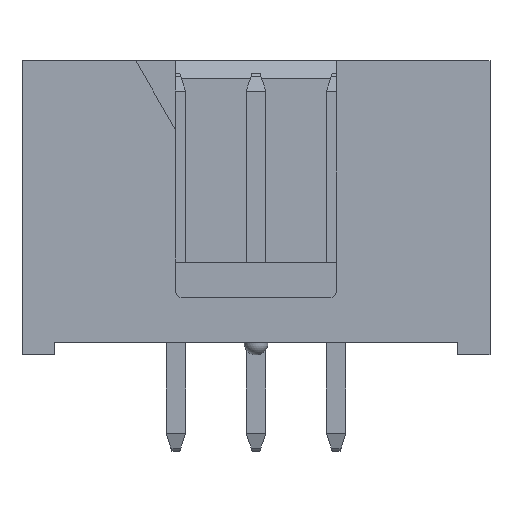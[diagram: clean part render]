
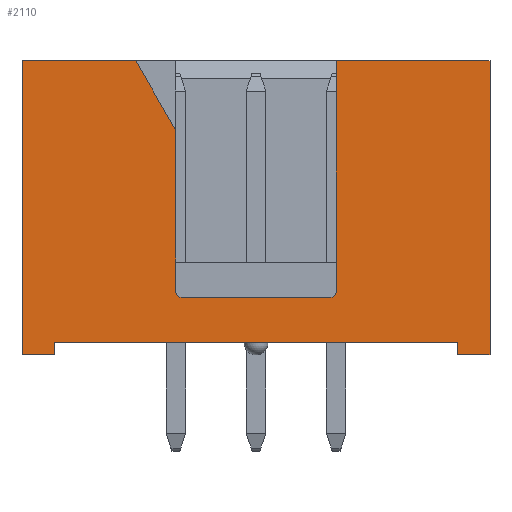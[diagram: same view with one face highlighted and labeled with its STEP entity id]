
A CAD part, left-side view. The second image highlights one B-rep face of the part: STEP entity #2110.
In plain terms, the highlighted planar face has unit normal (-1, 0, 0).
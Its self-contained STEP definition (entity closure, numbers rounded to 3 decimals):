
#814 = EDGE_CURVE('',#815,#817,#819,.T.);
#815 = VERTEX_POINT('',#816);
#816 = CARTESIAN_POINT('',(-4.445,2.548,7.115)
  );
#817 = VERTEX_POINT('',#818);
#818 = CARTESIAN_POINT('',(-4.445,2.548,2.014)
  );
#819 = LINE('',#820,#821);
#820 = CARTESIAN_POINT('',(-4.445,2.548,7.115)
  );
#821 = VECTOR('',#822,1.);
#822 = DIRECTION('',(0.,0.,-1.));
#912 = EDGE_CURVE('',#913,#915,#917,.T.);
#913 = VERTEX_POINT('',#914);
#914 = CARTESIAN_POINT('',(-4.445,-2.532,9.314)
  );
#915 = VERTEX_POINT('',#916);
#916 = CARTESIAN_POINT('',(-4.445,-2.532,2.014)
  );
#917 = LINE('',#918,#919);
#918 = CARTESIAN_POINT('',(-4.445,-2.532,9.314)
  );
#919 = VECTOR('',#920,1.);
#920 = DIRECTION('',(0.,0.,-1.));
#1544 = EDGE_CURVE('',#1545,#913,#1547,.T.);
#1545 = VERTEX_POINT('',#1546);
#1546 = CARTESIAN_POINT('',(-4.445,-7.407,9.314
    ));
#1547 = LINE('',#1548,#1549);
#1548 = CARTESIAN_POINT('',(-4.445,-7.407,9.314
    ));
#1549 = VECTOR('',#1550,1.);
#1550 = DIRECTION('',(0.,1.,0.));
#2036 = VERTEX_POINT('',#2037);
#2037 = CARTESIAN_POINT('',(-4.445,7.423,9.314)
  );
#2043 = EDGE_CURVE('',#2044,#2036,#2046,.T.);
#2044 = VERTEX_POINT('',#2045);
#2045 = CARTESIAN_POINT('',(-4.445,3.818,9.314)
  );
#2046 = LINE('',#2047,#2048);
#2047 = CARTESIAN_POINT('',(-4.445,3.818,9.314)
  );
#2048 = VECTOR('',#2049,1.);
#2049 = DIRECTION('',(0.,1.,0.));
#2110 = ADVANCED_FACE('',(#2111),#2201,.T.);
#2111 = FACE_BOUND('',#2112,.T.);
#2112 = EDGE_LOOP('',(#2113,#2119,#2120,#2128,#2136,#2144,#2152,#2160,
    #2168,#2174,#2175,#2176,#2185,#2193,#2200));
#2113 = ORIENTED_EDGE('',*,*,#2114,.F.);
#2114 = EDGE_CURVE('',#2044,#815,#2115,.T.);
#2115 = LINE('',#2116,#2117);
#2116 = CARTESIAN_POINT('',(-4.445,3.818,9.314)
  );
#2117 = VECTOR('',#2118,1.);
#2118 = DIRECTION('',(0.,-0.5,-0.866));
#2119 = ORIENTED_EDGE('',*,*,#2043,.T.);
#2120 = ORIENTED_EDGE('',*,*,#2121,.T.);
#2121 = EDGE_CURVE('',#2036,#2122,#2124,.T.);
#2122 = VERTEX_POINT('',#2123);
#2123 = CARTESIAN_POINT('',(-4.445,7.423,
    -0.006));
#2124 = LINE('',#2125,#2126);
#2125 = CARTESIAN_POINT('',(-4.445,7.423,9.314)
  );
#2126 = VECTOR('',#2127,1.);
#2127 = DIRECTION('',(0.,0.,-1.));
#2128 = ORIENTED_EDGE('',*,*,#2129,.T.);
#2129 = EDGE_CURVE('',#2122,#2130,#2132,.T.);
#2130 = VERTEX_POINT('',#2131);
#2131 = CARTESIAN_POINT('',(-4.445,6.403,
    -0.006));
#2132 = LINE('',#2133,#2134);
#2133 = CARTESIAN_POINT('',(-4.445,7.423,
    -0.006));
#2134 = VECTOR('',#2135,1.);
#2135 = DIRECTION('',(0.,-1.,0.));
#2136 = ORIENTED_EDGE('',*,*,#2137,.T.);
#2137 = EDGE_CURVE('',#2130,#2138,#2140,.T.);
#2138 = VERTEX_POINT('',#2139);
#2139 = CARTESIAN_POINT('',(-4.445,6.403,0.374)
  );
#2140 = LINE('',#2141,#2142);
#2141 = CARTESIAN_POINT('',(-4.445,6.403,
    -0.006));
#2142 = VECTOR('',#2143,1.);
#2143 = DIRECTION('',(0.,0.,1.));
#2144 = ORIENTED_EDGE('',*,*,#2145,.T.);
#2145 = EDGE_CURVE('',#2138,#2146,#2148,.T.);
#2146 = VERTEX_POINT('',#2147);
#2147 = CARTESIAN_POINT('',(-4.445,-6.387,0.374
    ));
#2148 = LINE('',#2149,#2150);
#2149 = CARTESIAN_POINT('',(-4.445,6.403,0.374)
  );
#2150 = VECTOR('',#2151,1.);
#2151 = DIRECTION('',(0.,-1.,0.));
#2152 = ORIENTED_EDGE('',*,*,#2153,.T.);
#2153 = EDGE_CURVE('',#2146,#2154,#2156,.T.);
#2154 = VERTEX_POINT('',#2155);
#2155 = CARTESIAN_POINT('',(-4.445,-6.387,
    -0.006));
#2156 = LINE('',#2157,#2158);
#2157 = CARTESIAN_POINT('',(-4.445,-6.387,0.374
    ));
#2158 = VECTOR('',#2159,1.);
#2159 = DIRECTION('',(0.,0.,-1.));
#2160 = ORIENTED_EDGE('',*,*,#2161,.T.);
#2161 = EDGE_CURVE('',#2154,#2162,#2164,.T.);
#2162 = VERTEX_POINT('',#2163);
#2163 = CARTESIAN_POINT('',(-4.445,-7.407,
    -0.006));
#2164 = LINE('',#2165,#2166);
#2165 = CARTESIAN_POINT('',(-4.445,-6.387,
    -0.006));
#2166 = VECTOR('',#2167,1.);
#2167 = DIRECTION('',(0.,-1.,0.));
#2168 = ORIENTED_EDGE('',*,*,#2169,.T.);
#2169 = EDGE_CURVE('',#2162,#1545,#2170,.T.);
#2170 = LINE('',#2171,#2172);
#2171 = CARTESIAN_POINT('',(-4.445,-7.407,
    -0.006));
#2172 = VECTOR('',#2173,1.);
#2173 = DIRECTION('',(0.,0.,1.));
#2174 = ORIENTED_EDGE('',*,*,#1544,.T.);
#2175 = ORIENTED_EDGE('',*,*,#912,.T.);
#2176 = ORIENTED_EDGE('',*,*,#2177,.F.);
#2177 = EDGE_CURVE('',#2178,#915,#2180,.T.);
#2178 = VERTEX_POINT('',#2179);
#2179 = CARTESIAN_POINT('',(-4.445,-2.332,1.814
    ));
#2180 = CIRCLE('',#2181,0.2);
#2181 = AXIS2_PLACEMENT_3D('',#2182,#2183,#2184);
#2182 = CARTESIAN_POINT('',(-4.445,-2.332,2.014
    ));
#2183 = DIRECTION('',(-1.,0.,0.));
#2184 = DIRECTION('',(0.,0.,-1.));
#2185 = ORIENTED_EDGE('',*,*,#2186,.F.);
#2186 = EDGE_CURVE('',#2187,#2178,#2189,.T.);
#2187 = VERTEX_POINT('',#2188);
#2188 = CARTESIAN_POINT('',(-4.445,2.348,1.814)
  );
#2189 = LINE('',#2190,#2191);
#2190 = CARTESIAN_POINT('',(-4.445,2.348,1.814)
  );
#2191 = VECTOR('',#2192,1.);
#2192 = DIRECTION('',(0.,-1.,0.));
#2193 = ORIENTED_EDGE('',*,*,#2194,.F.);
#2194 = EDGE_CURVE('',#817,#2187,#2195,.T.);
#2195 = CIRCLE('',#2196,0.2);
#2196 = AXIS2_PLACEMENT_3D('',#2197,#2198,#2199);
#2197 = CARTESIAN_POINT('',(-4.445,2.348,2.014)
  );
#2198 = DIRECTION('',(-1.,0.,0.));
#2199 = DIRECTION('',(0.,1.,0.));
#2200 = ORIENTED_EDGE('',*,*,#814,.F.);
#2201 = PLANE('',#2202);
#2202 = AXIS2_PLACEMENT_3D('',#2203,#2204,#2205);
#2203 = CARTESIAN_POINT('',(-4.445,9.963,
    -0.006));
#2204 = DIRECTION('',(-1.,0.,0.));
#2205 = DIRECTION('',(0.,-1.,0.));
